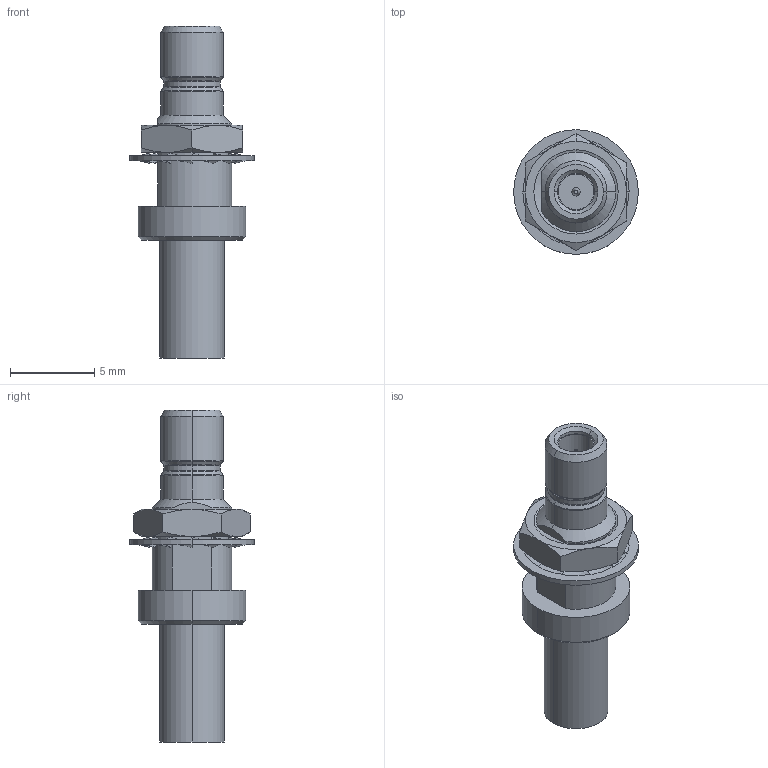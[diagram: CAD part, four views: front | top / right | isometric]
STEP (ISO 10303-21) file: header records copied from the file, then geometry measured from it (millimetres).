
FILE_DESCRIPTION (( 'STEP AP214' ), '1' );
FILE_NAME ('J01160A0391.STEP', '2013-04-24T13:01:38', ( 'Wartung1' ), ( '' ), 'SwSTEP 2.0', 'SolidWorks 2012', '' );
FILE_SCHEMA (( 'AUTOMOTIVE_DESIGN' ));
Length unit declared in the file: millimetre
Products named in the file (1): J01160A0391
Bounding box: 7.4 x 7.4 x 19.7 mm (x, y, z)
Volume: 279.1 mm3; surface area: 536.5 mm2
Topology: 2 solids, 3 shells, 160 faces, 375 edges, 231 vertices
Faces by surface type: plane 48, bspline 36, cone 36, cylinder 32, torus 8
Entity records: 6850 total; most frequent: CARTESIAN_POINT 1635, ORIENTED_EDGE 750, DIRECTION 643, EDGE_CURVE 375, AXIS2_PLACEMENT_3D 239, VERTEX_POINT 231, EDGE_LOOP 174, VECTOR 165
